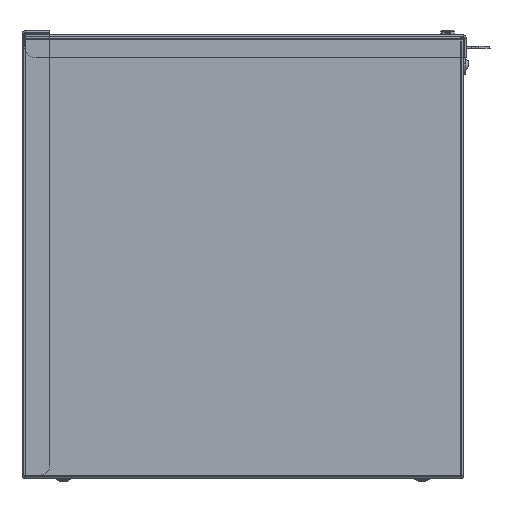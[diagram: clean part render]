
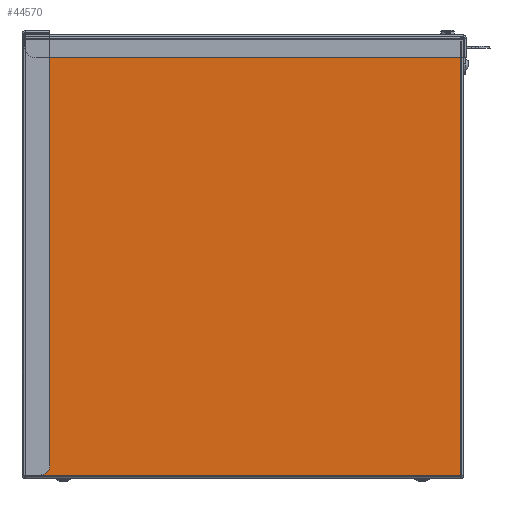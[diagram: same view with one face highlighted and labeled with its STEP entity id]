
A CAD part, left-side view. The second image highlights one B-rep face of the part: STEP entity #44570.
In plain terms, the highlighted planar face has unit normal (-1, 0, 0).
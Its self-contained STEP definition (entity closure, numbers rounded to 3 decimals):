
#4515=PLANE('',#47494);
#6064=LINE('',#59317,#10568);
#6065=LINE('',#59321,#10569);
#6066=LINE('',#59323,#10570);
#6067=LINE('',#59324,#10571);
#10568=VECTOR('',#49984,0.394);
#10569=VECTOR('',#49989,0.394);
#10570=VECTOR('',#49990,0.394);
#10571=VECTOR('',#49991,0.394);
#15256=FACE_OUTER_BOUND('',#17739,.T.);
#17739=EDGE_LOOP('',(#31729,#31730,#31731,#31732));
#21045=VERTEX_POINT('',#59293);
#21055=VERTEX_POINT('',#59316);
#21056=VERTEX_POINT('',#59320);
#21057=VERTEX_POINT('',#59322);
#25284=EDGE_CURVE('',#21045,#21055,#6064,.T.);
#25286=EDGE_CURVE('',#21045,#21056,#6065,.T.);
#25287=EDGE_CURVE('',#21057,#21056,#6066,.T.);
#25288=EDGE_CURVE('',#21055,#21057,#6067,.T.);
#31729=ORIENTED_EDGE('',*,*,#25286,.T.);
#31730=ORIENTED_EDGE('',*,*,#25287,.F.);
#31731=ORIENTED_EDGE('',*,*,#25288,.F.);
#31732=ORIENTED_EDGE('',*,*,#25284,.F.);
#44570=ADVANCED_FACE('',(#15256),#4515,.F.);
#47494=AXIS2_PLACEMENT_3D('',#59319,#49987,#49988);
#49984=DIRECTION('',(0.,0.,-1.));
#49987=DIRECTION('center_axis',(1.,0.,0.));
#49988=DIRECTION('ref_axis',(0.,0.,-1.));
#49989=DIRECTION('',(0.,1.,0.));
#49990=DIRECTION('',(0.,0.,1.));
#49991=DIRECTION('',(0.,1.,0.));
#59293=CARTESIAN_POINT('',(-30.,-5.916,11.916));
#59316=CARTESIAN_POINT('',(-30.,-5.916,0.084));
#59317=CARTESIAN_POINT('',(-30.,-5.916,6.027));
#59319=CARTESIAN_POINT('Origin',(-30.,0.,6.011));
#59320=CARTESIAN_POINT('',(-30.,5.916,11.916));
#59321=CARTESIAN_POINT('',(-30.,2.966,11.916));
#59322=CARTESIAN_POINT('',(-30.,5.916,0.084));
#59323=CARTESIAN_POINT('',(-30.,5.916,6.069));
#59324=CARTESIAN_POINT('',(-30.,0.,0.084));
